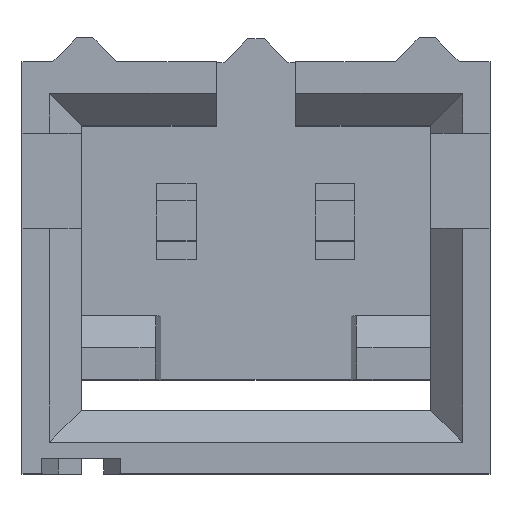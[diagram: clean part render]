
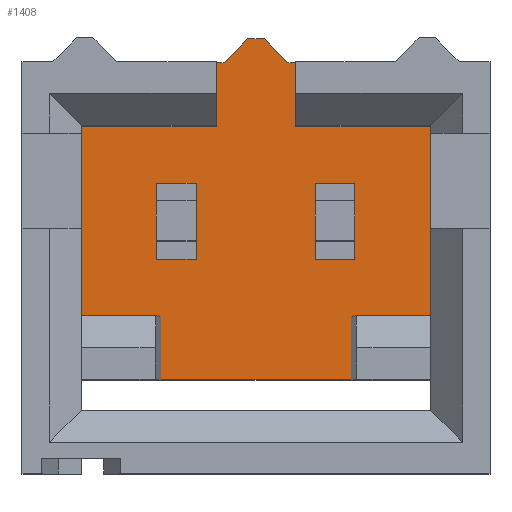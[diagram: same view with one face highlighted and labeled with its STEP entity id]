
A CAD part, top view. The second image highlights one B-rep face of the part: STEP entity #1408.
In plain terms, the highlighted planar face has unit normal (0, 0, 1).
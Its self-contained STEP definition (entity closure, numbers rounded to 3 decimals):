
#471 = VERTEX_POINT('',#472);
#472 = CARTESIAN_POINT('',(0.635,1.53,4.7));
#478 = EDGE_CURVE('',#471,#479,#481,.T.);
#479 = VERTEX_POINT('',#480);
#480 = CARTESIAN_POINT('',(0.635,2.55,4.7));
#481 = LINE('',#482,#483);
#482 = CARTESIAN_POINT('',(0.635,1.53,4.7));
#483 = VECTOR('',#484,1.);
#484 = DIRECTION('',(0.,1.,0.));
#503 = VERTEX_POINT('',#504);
#504 = CARTESIAN_POINT('',(2.795,1.53,4.7));
#510 = EDGE_CURVE('',#471,#503,#511,.T.);
#511 = LINE('',#512,#513);
#512 = CARTESIAN_POINT('',(0.635,1.53,4.7));
#513 = VECTOR('',#514,1.);
#514 = DIRECTION('',(1.,0.,0.));
#536 = VERTEX_POINT('',#537);
#537 = CARTESIAN_POINT('',(-0.635,1.53,4.7));
#543 = EDGE_CURVE('',#544,#536,#546,.T.);
#544 = VERTEX_POINT('',#545);
#545 = CARTESIAN_POINT('',(-2.795,1.53,4.7));
#546 = LINE('',#547,#548);
#547 = CARTESIAN_POINT('',(-2.795,1.53,4.7));
#548 = VECTOR('',#549,1.);
#549 = DIRECTION('',(1.,0.,0.));
#630 = VERTEX_POINT('',#631);
#631 = CARTESIAN_POINT('',(2.795,-1.51,4.7));
#637 = EDGE_CURVE('',#503,#630,#638,.T.);
#638 = LINE('',#639,#640);
#639 = CARTESIAN_POINT('',(2.795,1.53,4.7));
#640 = VECTOR('',#641,1.);
#641 = DIRECTION('',(0.,-1.,0.));
#1054 = EDGE_CURVE('',#544,#1055,#1057,.T.);
#1055 = VERTEX_POINT('',#1056);
#1056 = CARTESIAN_POINT('',(-2.795,-1.51,4.7));
#1057 = LINE('',#1058,#1059);
#1058 = CARTESIAN_POINT('',(-2.795,1.53,4.7));
#1059 = VECTOR('',#1060,1.);
#1060 = DIRECTION('',(0.,-1.,0.));
#1165 = VERTEX_POINT('',#1166);
#1166 = CARTESIAN_POINT('',(-0.635,2.55,4.7));
#1172 = EDGE_CURVE('',#1165,#536,#1173,.T.);
#1173 = LINE('',#1174,#1175);
#1174 = CARTESIAN_POINT('',(-0.635,2.55,4.7));
#1175 = VECTOR('',#1176,1.);
#1176 = DIRECTION('',(0.,-1.,0.));
#1198 = VERTEX_POINT('',#1199);
#1199 = CARTESIAN_POINT('',(-0.51,2.55,4.7));
#1205 = EDGE_CURVE('',#1198,#1165,#1206,.T.);
#1206 = LINE('',#1207,#1208);
#1207 = CARTESIAN_POINT('',(-0.51,2.55,4.7));
#1208 = VECTOR('',#1209,1.);
#1209 = DIRECTION('',(-1.,0.,0.));
#1335 = EDGE_CURVE('',#479,#1336,#1338,.T.);
#1336 = VERTEX_POINT('',#1337);
#1337 = CARTESIAN_POINT('',(0.51,2.55,4.7));
#1338 = LINE('',#1339,#1340);
#1339 = CARTESIAN_POINT('',(0.635,2.55,4.7));
#1340 = VECTOR('',#1341,1.);
#1341 = DIRECTION('',(-1.,0.,0.));
#1389 = EDGE_CURVE('',#1336,#1390,#1392,.T.);
#1390 = VERTEX_POINT('',#1391);
#1391 = CARTESIAN_POINT('',(0.13,2.93,4.7));
#1392 = LINE('',#1393,#1394);
#1393 = CARTESIAN_POINT('',(0.51,2.55,4.7));
#1394 = VECTOR('',#1395,1.);
#1395 = DIRECTION('',(-0.707,0.707,0.
    ));
#1408 = ADVANCED_FACE('',(#1409,#1472,#1506),#1540,.F.);
#1409 = FACE_BOUND('',#1410,.F.);
#1410 = EDGE_LOOP('',(#1411,#1412,#1420,#1426,#1427,#1428,#1429,#1430,
    #1431,#1439,#1447,#1455,#1463,#1469,#1470,#1471));
#1411 = ORIENTED_EDGE('',*,*,#1205,.F.);
#1412 = ORIENTED_EDGE('',*,*,#1413,.F.);
#1413 = EDGE_CURVE('',#1414,#1198,#1416,.T.);
#1414 = VERTEX_POINT('',#1415);
#1415 = CARTESIAN_POINT('',(-0.13,2.93,4.7));
#1416 = LINE('',#1417,#1418);
#1417 = CARTESIAN_POINT('',(-0.13,2.93,4.7));
#1418 = VECTOR('',#1419,1.);
#1419 = DIRECTION('',(-0.707,-0.707,0.));
#1420 = ORIENTED_EDGE('',*,*,#1421,.F.);
#1421 = EDGE_CURVE('',#1390,#1414,#1422,.T.);
#1422 = LINE('',#1423,#1424);
#1423 = CARTESIAN_POINT('',(0.13,2.93,4.7));
#1424 = VECTOR('',#1425,1.);
#1425 = DIRECTION('',(-1.,0.,0.));
#1426 = ORIENTED_EDGE('',*,*,#1389,.F.);
#1427 = ORIENTED_EDGE('',*,*,#1335,.F.);
#1428 = ORIENTED_EDGE('',*,*,#478,.F.);
#1429 = ORIENTED_EDGE('',*,*,#510,.T.);
#1430 = ORIENTED_EDGE('',*,*,#637,.T.);
#1431 = ORIENTED_EDGE('',*,*,#1432,.F.);
#1432 = EDGE_CURVE('',#1433,#630,#1435,.T.);
#1433 = VERTEX_POINT('',#1434);
#1434 = CARTESIAN_POINT('',(1.525,-1.51,4.7));
#1435 = LINE('',#1436,#1437);
#1436 = CARTESIAN_POINT('',(1.525,-1.51,4.7));
#1437 = VECTOR('',#1438,1.);
#1438 = DIRECTION('',(1.,0.,0.));
#1439 = ORIENTED_EDGE('',*,*,#1440,.F.);
#1440 = EDGE_CURVE('',#1441,#1433,#1443,.T.);
#1441 = VERTEX_POINT('',#1442);
#1442 = CARTESIAN_POINT('',(1.525,-2.53,4.7));
#1443 = LINE('',#1444,#1445);
#1444 = CARTESIAN_POINT('',(1.525,-2.53,4.7));
#1445 = VECTOR('',#1446,1.);
#1446 = DIRECTION('',(0.,1.,0.));
#1447 = ORIENTED_EDGE('',*,*,#1448,.F.);
#1448 = EDGE_CURVE('',#1449,#1441,#1451,.T.);
#1449 = VERTEX_POINT('',#1450);
#1450 = CARTESIAN_POINT('',(-1.525,-2.53,4.7));
#1451 = LINE('',#1452,#1453);
#1452 = CARTESIAN_POINT('',(-1.525,-2.53,4.7));
#1453 = VECTOR('',#1454,1.);
#1454 = DIRECTION('',(1.,0.,0.));
#1455 = ORIENTED_EDGE('',*,*,#1456,.T.);
#1456 = EDGE_CURVE('',#1449,#1457,#1459,.T.);
#1457 = VERTEX_POINT('',#1458);
#1458 = CARTESIAN_POINT('',(-1.525,-1.51,4.7));
#1459 = LINE('',#1460,#1461);
#1460 = CARTESIAN_POINT('',(-1.525,-2.53,4.7));
#1461 = VECTOR('',#1462,1.);
#1462 = DIRECTION('',(0.,1.,0.));
#1463 = ORIENTED_EDGE('',*,*,#1464,.F.);
#1464 = EDGE_CURVE('',#1055,#1457,#1465,.T.);
#1465 = LINE('',#1466,#1467);
#1466 = CARTESIAN_POINT('',(-2.795,-1.51,4.7));
#1467 = VECTOR('',#1468,1.);
#1468 = DIRECTION('',(1.,0.,0.));
#1469 = ORIENTED_EDGE('',*,*,#1054,.F.);
#1470 = ORIENTED_EDGE('',*,*,#543,.T.);
#1471 = ORIENTED_EDGE('',*,*,#1172,.F.);
#1472 = FACE_BOUND('',#1473,.F.);
#1473 = EDGE_LOOP('',(#1474,#1484,#1492,#1500));
#1474 = ORIENTED_EDGE('',*,*,#1475,.F.);
#1475 = EDGE_CURVE('',#1476,#1478,#1480,.T.);
#1476 = VERTEX_POINT('',#1477);
#1477 = CARTESIAN_POINT('',(1.583,0.62,4.7));
#1478 = VERTEX_POINT('',#1479);
#1479 = CARTESIAN_POINT('',(1.583,-0.6,4.7));
#1480 = LINE('',#1481,#1482);
#1481 = CARTESIAN_POINT('',(1.583,0.62,4.7));
#1482 = VECTOR('',#1483,1.);
#1483 = DIRECTION('',(0.,-1.,0.));
#1484 = ORIENTED_EDGE('',*,*,#1485,.T.);
#1485 = EDGE_CURVE('',#1476,#1486,#1488,.T.);
#1486 = VERTEX_POINT('',#1487);
#1487 = CARTESIAN_POINT('',(0.948,0.62,4.7));
#1488 = LINE('',#1489,#1490);
#1489 = CARTESIAN_POINT('',(1.583,0.62,4.7));
#1490 = VECTOR('',#1491,1.);
#1491 = DIRECTION('',(-1.,0.,0.));
#1492 = ORIENTED_EDGE('',*,*,#1493,.T.);
#1493 = EDGE_CURVE('',#1486,#1494,#1496,.T.);
#1494 = VERTEX_POINT('',#1495);
#1495 = CARTESIAN_POINT('',(0.948,-0.6,4.7));
#1496 = LINE('',#1497,#1498);
#1497 = CARTESIAN_POINT('',(0.948,0.62,4.7));
#1498 = VECTOR('',#1499,1.);
#1499 = DIRECTION('',(0.,-1.,0.));
#1500 = ORIENTED_EDGE('',*,*,#1501,.F.);
#1501 = EDGE_CURVE('',#1478,#1494,#1502,.T.);
#1502 = LINE('',#1503,#1504);
#1503 = CARTESIAN_POINT('',(1.583,-0.6,4.7));
#1504 = VECTOR('',#1505,1.);
#1505 = DIRECTION('',(-1.,0.,0.));
#1506 = FACE_BOUND('',#1507,.F.);
#1507 = EDGE_LOOP('',(#1508,#1518,#1526,#1534));
#1508 = ORIENTED_EDGE('',*,*,#1509,.F.);
#1509 = EDGE_CURVE('',#1510,#1512,#1514,.T.);
#1510 = VERTEX_POINT('',#1511);
#1511 = CARTESIAN_POINT('',(-0.958,0.62,4.7));
#1512 = VERTEX_POINT('',#1513);
#1513 = CARTESIAN_POINT('',(-0.958,-0.6,4.7));
#1514 = LINE('',#1515,#1516);
#1515 = CARTESIAN_POINT('',(-0.958,0.62,4.7));
#1516 = VECTOR('',#1517,1.);
#1517 = DIRECTION('',(0.,-1.,0.));
#1518 = ORIENTED_EDGE('',*,*,#1519,.T.);
#1519 = EDGE_CURVE('',#1510,#1520,#1522,.T.);
#1520 = VERTEX_POINT('',#1521);
#1521 = CARTESIAN_POINT('',(-1.593,0.62,4.7));
#1522 = LINE('',#1523,#1524);
#1523 = CARTESIAN_POINT('',(-0.958,0.62,4.7));
#1524 = VECTOR('',#1525,1.);
#1525 = DIRECTION('',(-1.,0.,0.));
#1526 = ORIENTED_EDGE('',*,*,#1527,.T.);
#1527 = EDGE_CURVE('',#1520,#1528,#1530,.T.);
#1528 = VERTEX_POINT('',#1529);
#1529 = CARTESIAN_POINT('',(-1.593,-0.6,4.7));
#1530 = LINE('',#1531,#1532);
#1531 = CARTESIAN_POINT('',(-1.593,0.62,4.7));
#1532 = VECTOR('',#1533,1.);
#1533 = DIRECTION('',(0.,-1.,0.));
#1534 = ORIENTED_EDGE('',*,*,#1535,.F.);
#1535 = EDGE_CURVE('',#1512,#1528,#1536,.T.);
#1536 = LINE('',#1537,#1538);
#1537 = CARTESIAN_POINT('',(-0.958,-0.6,4.7));
#1538 = VECTOR('',#1539,1.);
#1539 = DIRECTION('',(-1.,0.,0.));
#1540 = PLANE('',#1541);
#1541 = AXIS2_PLACEMENT_3D('',#1542,#1543,#1544);
#1542 = CARTESIAN_POINT('',(-2.795,1.53,4.7));
#1543 = DIRECTION('',(0.,0.,-1.));
#1544 = DIRECTION('',(0.,-1.,0.));
